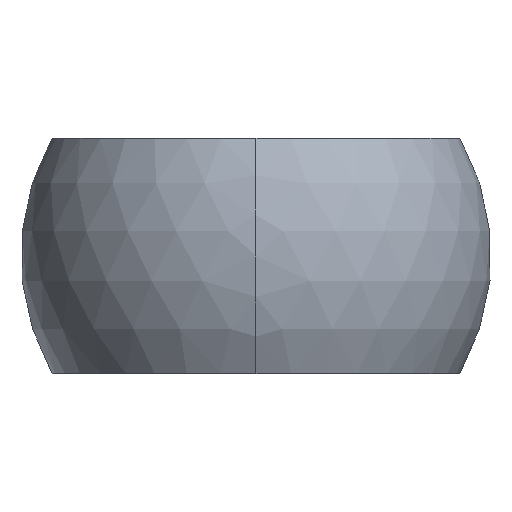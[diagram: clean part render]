
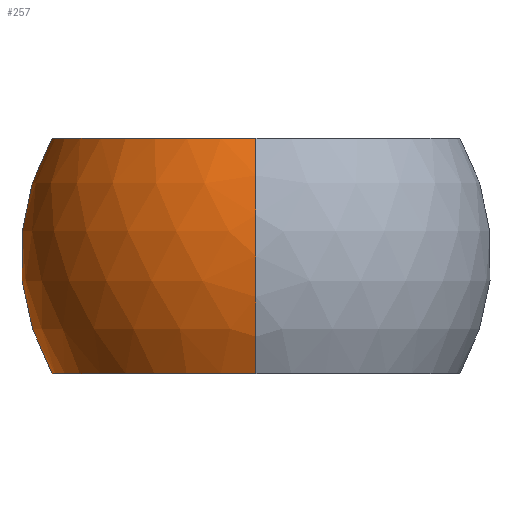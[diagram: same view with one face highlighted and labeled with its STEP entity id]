
A CAD part, left-side view. The second image highlights one B-rep face of the part: STEP entity #257.
In plain terms, the highlighted spherical face has radius 6 mm.
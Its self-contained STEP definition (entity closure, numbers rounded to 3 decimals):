
#133=EDGE_CURVE('',#265,#275,#321,.T.);
#143=EDGE_CURVE('',#275,#191,#333,.T.);
#159=VERTEX_POINT('',#352);
#185=EDGE_CURVE('',#191,#159,#381,.T.);
#191=VERTEX_POINT('',#388);
#247=EDGE_CURVE('',#159,#265,#454,.T.);
#257=ADVANCED_FACE('',(#464),#465,.T.);
#265=VERTEX_POINT('',#473);
#275=VERTEX_POINT('',#483);
#321=CIRCLE('',#527,5.196);
#333=CIRCLE('',#542,3.529);
#352=CARTESIAN_POINT('',(-5.196,0.,3.0));
#381=CIRCLE('',#620,5.196);
#388=CARTESIAN_POINT('',(4.852,1.859,3.0));
#454=CIRCLE('',#746,6.0);
#464=FACE_OUTER_BOUND('',#758,.T.);
#465=SPHERICAL_SURFACE('',#759,6.0);
#473=CARTESIAN_POINT('',(-5.196,0.,-3.0));
#483=CARTESIAN_POINT('',(4.852,1.859,-3.0));
#527=AXIS2_PLACEMENT_3D('',#837,#838,#839);
#542=AXIS2_PLACEMENT_3D('',#862,#863,#864);
#620=AXIS2_PLACEMENT_3D('',#931,#932,#933);
#746=AXIS2_PLACEMENT_3D('',#1027,#1028,#1029);
#758=EDGE_LOOP('',(#1037,#1038,#1039,#1040));
#759=AXIS2_PLACEMENT_3D('',#1041,#1042,#1043);
#837=CARTESIAN_POINT('',(0.0,0.0,-3.0));
#838=DIRECTION('',(-0.0,-0.0,-1.0));
#839=DIRECTION('',(0.0,-1.0,0.0));
#862=CARTESIAN_POINT('',(4.852,0.0,0.0));
#863=DIRECTION('',(1.0,0.0,0.0));
#864=DIRECTION('',(0.0,1.0,0.0));
#931=CARTESIAN_POINT('',(0.0,0.0,3.0));
#932=DIRECTION('',(0.0,-0.0,1.0));
#933=DIRECTION('',(0.0,1.0,0.0));
#1027=CARTESIAN_POINT('',(0.0,0.0,0.0));
#1028=DIRECTION('',(0.,-1.0,0.0));
#1029=DIRECTION('',(0.0,0.0,1.0));
#1037=ORIENTED_EDGE('',*,*,#247,.F.);
#1038=ORIENTED_EDGE('',*,*,#185,.F.);
#1039=ORIENTED_EDGE('',*,*,#143,.F.);
#1040=ORIENTED_EDGE('',*,*,#133,.F.);
#1041=CARTESIAN_POINT('',(0.0,0.0,0.0));
#1042=DIRECTION('',(0.0,0.0,1.0));
#1043=DIRECTION('',(1.0,0.0,0.0));
